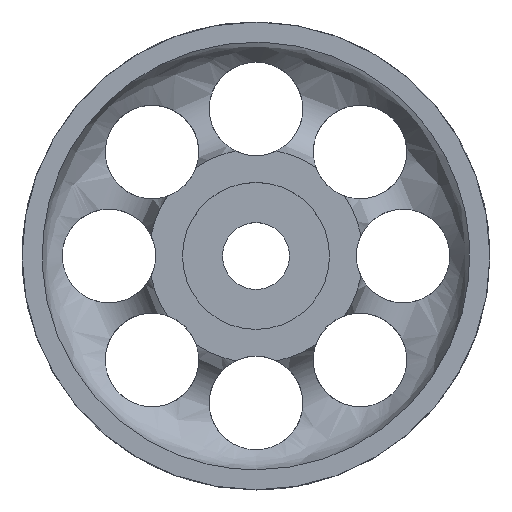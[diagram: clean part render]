
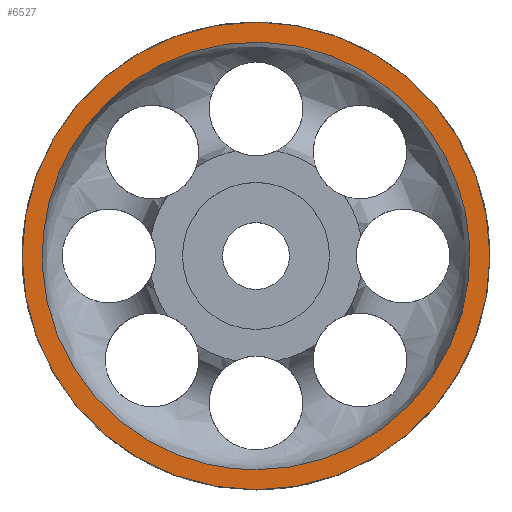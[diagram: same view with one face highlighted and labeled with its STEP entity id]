
A CAD part, top view. The second image highlights one B-rep face of the part: STEP entity #6527.
In plain terms, the highlighted planar face has unit normal (0, 0, 1).
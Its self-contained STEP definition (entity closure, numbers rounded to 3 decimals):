
#701 = CYLINDRICAL_SURFACE('',#702,35.);
#702 = AXIS2_PLACEMENT_3D('',#703,#704,#705);
#703 = CARTESIAN_POINT('',(0.,-1.531,7.533));
#704 = DIRECTION('',(0.,0.,-1.));
#705 = DIRECTION('',(1.,0.,0.));
#1237 = VERTEX_POINT('',#1238);
#1238 = CARTESIAN_POINT('',(35.,-1.531,7.533));
#1259 = EDGE_CURVE('',#1237,#1237,#1260,.T.);
#1260 = SURFACE_CURVE('',#1261,(#1266,#1273),.PCURVE_S1.);
#1261 = CIRCLE('',#1262,35.);
#1262 = AXIS2_PLACEMENT_3D('',#1263,#1264,#1265);
#1263 = CARTESIAN_POINT('',(0.,-1.531,7.533));
#1264 = DIRECTION('',(0.,0.,-1.));
#1265 = DIRECTION('',(1.,0.,0.));
#1266 = PCURVE('',#701,#1267);
#1267 = DEFINITIONAL_REPRESENTATION('',(#1268),#1272);
#1268 = LINE('',#1269,#1270);
#1269 = CARTESIAN_POINT('',(0.,0.));
#1270 = VECTOR('',#1271,1.);
#1271 = DIRECTION('',(1.,0.));
#1272 = ( GEOMETRIC_REPRESENTATION_CONTEXT(2) 
PARAMETRIC_REPRESENTATION_CONTEXT() REPRESENTATION_CONTEXT('2D SPACE',''
  ) );
#1273 = PCURVE('',#1274,#1279);
#1274 = PLANE('',#1275);
#1275 = AXIS2_PLACEMENT_3D('',#1276,#1277,#1278);
#1276 = CARTESIAN_POINT('',(0.,-1.531,7.533));
#1277 = DIRECTION('',(0.,0.,-1.));
#1278 = DIRECTION('',(1.,0.,0.));
#1279 = DEFINITIONAL_REPRESENTATION('',(#1280),#1284);
#1280 = CIRCLE('',#1281,35.);
#1281 = AXIS2_PLACEMENT_2D('',#1282,#1283);
#1282 = CARTESIAN_POINT('',(0.,0.));
#1283 = DIRECTION('',(1.,0.));
#1284 = ( GEOMETRIC_REPRESENTATION_CONTEXT(2) 
PARAMETRIC_REPRESENTATION_CONTEXT() REPRESENTATION_CONTEXT('2D SPACE',''
  ) );
#1558 = ( BOUNDED_SURFACE() B_SPLINE_SURFACE(2,2,(
    (#1559,#1560,#1561,#1562,#1563,#1564,#1565)
    ,(#1566,#1567,#1568,#1569,#1570,#1571,#1572)
    ,(#1573,#1574,#1575,#1576,#1577,#1578,#1579)
    ,(#1580,#1581,#1582,#1583,#1584,#1585,#1586)
    ,(#1587,#1588,#1589,#1590,#1591,#1592,#1593)
    ,(#1594,#1595,#1596,#1597,#1598,#1599,#1600)
    ,(#1601,#1602,#1603,#1604,#1605,#1606,#1607
)),.UNSPECIFIED.,.T.,.T.,.F.) B_SPLINE_SURFACE_WITH_KNOTS((1,2,2,2,2,1),
  (1,2,2,2,2,1),(-2.094,0.,2.094,4.189,
    6.283,8.378),(-2.094,0.,2.094,
    4.189,6.283,8.378),.UNSPECIFIED.) 
GEOMETRIC_REPRESENTATION_ITEM() RATIONAL_B_SPLINE_SURFACE((
    (1.,0.5,1.,0.5,1.,0.5,1.)
    ,(0.5,0.25,0.5,0.25,0.5,0.25,0.5)
    ,(1.,0.5,1.,0.5,1.,0.5,1.)
    ,(0.5,0.25,0.5,0.25,0.5,0.25,0.5)
    ,(1.,0.5,1.,0.5,1.,0.5,1.)
    ,(0.5,0.25,0.5,0.25,0.5,0.25,0.5)
,(1.,0.5,1.,0.5,1.,0.5,1.))) REPRESENTATION_ITEM('') SURFACE() );
#1559 = CARTESIAN_POINT('',(0.,-33.531,7.533));
#1560 = CARTESIAN_POINT('',(0.,-33.531,21.39));
#1561 = CARTESIAN_POINT('',(0.,-21.531,14.462));
#1562 = CARTESIAN_POINT('',(0.,-9.531,7.533));
#1563 = CARTESIAN_POINT('',(0.,-21.531,0.605));
#1564 = CARTESIAN_POINT('',(0.,-33.531,-6.323));
#1565 = CARTESIAN_POINT('',(0.,-33.531,7.533));
#1566 = CARTESIAN_POINT('',(55.426,-33.531,
    7.533));
#1567 = CARTESIAN_POINT('',(55.426,-33.531,
    21.39));
#1568 = CARTESIAN_POINT('',(34.641,-21.531,
    14.462));
#1569 = CARTESIAN_POINT('',(13.856,-9.531,
    7.533));
#1570 = CARTESIAN_POINT('',(34.641,-21.531,
    0.605));
#1571 = CARTESIAN_POINT('',(55.426,-33.531,
    -6.323));
#1572 = CARTESIAN_POINT('',(55.426,-33.531,
    7.533));
#1573 = CARTESIAN_POINT('',(27.713,14.469,
    7.533));
#1574 = CARTESIAN_POINT('',(27.713,14.469,
    21.39));
#1575 = CARTESIAN_POINT('',(17.321,8.469,
    14.462));
#1576 = CARTESIAN_POINT('',(6.928,2.469,7.533
    ));
#1577 = CARTESIAN_POINT('',(17.321,8.469,
    0.605));
#1578 = CARTESIAN_POINT('',(27.713,14.469,
    -6.323));
#1579 = CARTESIAN_POINT('',(27.713,14.469,
    7.533));
#1580 = CARTESIAN_POINT('',(0.,62.469,
    7.533));
#1581 = CARTESIAN_POINT('',(0.,62.469,
    21.39));
#1582 = CARTESIAN_POINT('',(0.,38.469,
    14.462));
#1583 = CARTESIAN_POINT('',(0.,14.469,
    7.533));
#1584 = CARTESIAN_POINT('',(0.,38.469,
    0.605));
#1585 = CARTESIAN_POINT('',(0.,62.469,
    -6.323));
#1586 = CARTESIAN_POINT('',(0.,62.469,
    7.533));
#1587 = CARTESIAN_POINT('',(-27.713,14.469,
    7.533));
#1588 = CARTESIAN_POINT('',(-27.713,14.469,
    21.39));
#1589 = CARTESIAN_POINT('',(-17.321,8.469,
    14.462));
#1590 = CARTESIAN_POINT('',(-6.928,2.469,
    7.533));
#1591 = CARTESIAN_POINT('',(-17.321,8.469,
    0.605));
#1592 = CARTESIAN_POINT('',(-27.713,14.469,
    -6.323));
#1593 = CARTESIAN_POINT('',(-27.713,14.469,
    7.533));
#1594 = CARTESIAN_POINT('',(-55.426,-33.531,
    7.533));
#1595 = CARTESIAN_POINT('',(-55.426,-33.531,
    21.39));
#1596 = CARTESIAN_POINT('',(-34.641,-21.531,
    14.462));
#1597 = CARTESIAN_POINT('',(-13.856,-9.531,
    7.533));
#1598 = CARTESIAN_POINT('',(-34.641,-21.531,
    0.605));
#1599 = CARTESIAN_POINT('',(-55.426,-33.531,
    -6.323));
#1600 = CARTESIAN_POINT('',(-55.426,-33.531,
    7.533));
#1601 = CARTESIAN_POINT('',(0.,-33.531,7.533));
#1602 = CARTESIAN_POINT('',(0.,-33.531,21.39));
#1603 = CARTESIAN_POINT('',(0.,-21.531,14.462));
#1604 = CARTESIAN_POINT('',(0.,-9.531,7.533));
#1605 = CARTESIAN_POINT('',(0.,-21.531,0.605));
#1606 = CARTESIAN_POINT('',(0.,-33.531,-6.323));
#1607 = CARTESIAN_POINT('',(0.,-33.531,7.533));
#6527 = ADVANCED_FACE('',(#6528,#6531),#1274,.F.);
#6528 = FACE_BOUND('',#6529,.F.);
#6529 = EDGE_LOOP('',(#6530));
#6530 = ORIENTED_EDGE('',*,*,#1259,.T.);
#6531 = FACE_BOUND('',#6532,.F.);
#6532 = EDGE_LOOP('',(#6533));
#6533 = ORIENTED_EDGE('',*,*,#6534,.T.);
#6534 = EDGE_CURVE('',#6535,#6535,#6537,.T.);
#6535 = VERTEX_POINT('',#6536);
#6536 = CARTESIAN_POINT('',(0.,-33.531,
    7.533));
#6537 = SURFACE_CURVE('',#6538,(#6546,#6557),.PCURVE_S1.);
#6538 = ( BOUNDED_CURVE() B_SPLINE_CURVE(2,(#6539,#6540,#6541,#6542,
#6543,#6544,#6545),.UNSPECIFIED.,.T.,.F.) B_SPLINE_CURVE_WITH_KNOTS((1,2
    ,2,2,2,1),(-2.094,0.,2.094,4.189,
6.283,8.378),.UNSPECIFIED.) CURVE() 
GEOMETRIC_REPRESENTATION_ITEM() RATIONAL_B_SPLINE_CURVE((1.,0.5,1.,0.5,
1.,0.5,1.)) REPRESENTATION_ITEM('') );
#6539 = CARTESIAN_POINT('',(0.,-33.531,7.533));
#6540 = CARTESIAN_POINT('',(55.426,-33.531,
    7.533));
#6541 = CARTESIAN_POINT('',(27.713,14.469,
    7.533));
#6542 = CARTESIAN_POINT('',(0.,62.469,
    7.533));
#6543 = CARTESIAN_POINT('',(-27.713,14.469,
    7.533));
#6544 = CARTESIAN_POINT('',(-55.426,-33.531,
    7.533));
#6545 = CARTESIAN_POINT('',(0.,-33.531,7.533));
#6546 = PCURVE('',#1274,#6547);
#6547 = DEFINITIONAL_REPRESENTATION('',(#6548),#6556);
#6548 = ( BOUNDED_CURVE() B_SPLINE_CURVE(2,(#6549,#6550,#6551,#6552,
#6553,#6554,#6555),.UNSPECIFIED.,.T.,.F.) B_SPLINE_CURVE_WITH_KNOTS((1,2
    ,2,2,2,1),(-2.094,0.,2.094,4.189,
6.283,8.378),.UNSPECIFIED.) CURVE() 
GEOMETRIC_REPRESENTATION_ITEM() RATIONAL_B_SPLINE_CURVE((1.,0.5,1.,0.5,
1.,0.5,1.)) REPRESENTATION_ITEM('') );
#6549 = CARTESIAN_POINT('',(0.,32.));
#6550 = CARTESIAN_POINT('',(55.426,32.));
#6551 = CARTESIAN_POINT('',(27.713,-16.));
#6552 = CARTESIAN_POINT('',(0.,-64.));
#6553 = CARTESIAN_POINT('',(-27.713,-16.));
#6554 = CARTESIAN_POINT('',(-55.426,32.));
#6555 = CARTESIAN_POINT('',(0.,32.));
#6556 = ( GEOMETRIC_REPRESENTATION_CONTEXT(2) 
PARAMETRIC_REPRESENTATION_CONTEXT() REPRESENTATION_CONTEXT('2D SPACE',''
  ) );
#6557 = PCURVE('',#1558,#6558);
#6558 = DEFINITIONAL_REPRESENTATION('',(#6559),#6567);
#6559 = B_SPLINE_CURVE_WITH_KNOTS('',2,(#6560,#6561,#6562,#6563,#6564,
    #6565,#6566),.UNSPECIFIED.,.F.,.F.,(3,2,2,3),(0.,2.094,
    4.189,6.283),.PIECEWISE_BEZIER_KNOTS.);
#6560 = CARTESIAN_POINT('',(0.,6.283));
#6561 = CARTESIAN_POINT('',(1.047,6.283));
#6562 = CARTESIAN_POINT('',(2.094,6.283));
#6563 = CARTESIAN_POINT('',(3.142,6.283));
#6564 = CARTESIAN_POINT('',(4.189,6.283));
#6565 = CARTESIAN_POINT('',(5.236,6.283));
#6566 = CARTESIAN_POINT('',(6.283,6.283));
#6567 = ( GEOMETRIC_REPRESENTATION_CONTEXT(2) 
PARAMETRIC_REPRESENTATION_CONTEXT() REPRESENTATION_CONTEXT('2D SPACE',''
  ) );
